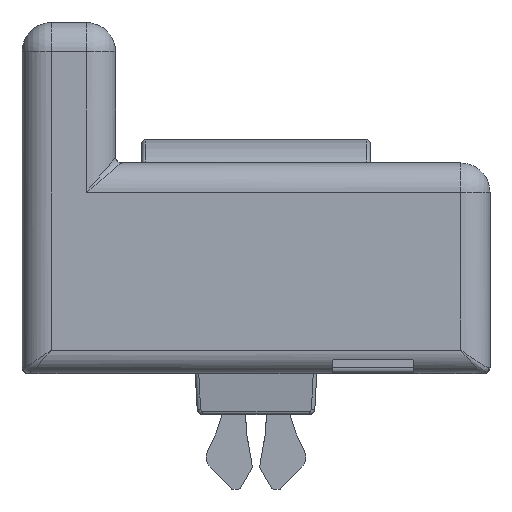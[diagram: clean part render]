
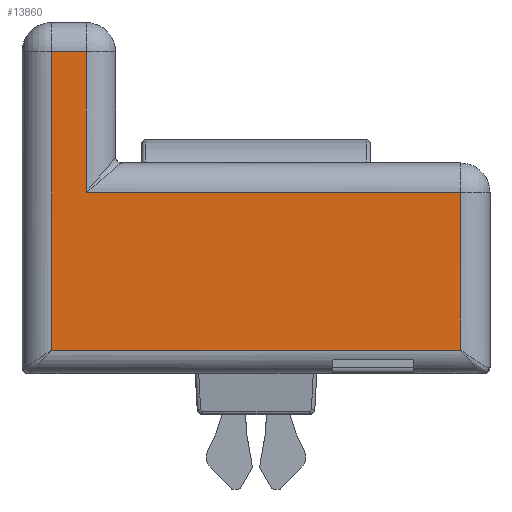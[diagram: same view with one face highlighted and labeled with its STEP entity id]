
A CAD part, left-side view. The second image highlights one B-rep face of the part: STEP entity #13860.
In plain terms, the highlighted planar face has unit normal (-1, 0, 0).
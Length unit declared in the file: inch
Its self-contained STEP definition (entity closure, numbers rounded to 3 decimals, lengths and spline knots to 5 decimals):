
#918=PLANE('',#15022);
#1586=FACE_OUTER_BOUND('',#2337,.T.);
#2337=EDGE_LOOP('',(#12182,#12183,#12184,#12185,#12186,#12187));
#3543=LINE('',#23084,#4883);
#3572=LINE('',#23566,#4912);
#3573=LINE('',#23568,#4913);
#3574=LINE('',#23570,#4914);
#3575=LINE('',#23572,#4915);
#3576=LINE('',#23573,#4916);
#4883=VECTOR('',#18183,1.37795);
#4912=VECTOR('',#18290,0.5315);
#4913=VECTOR('',#18291,1.25984);
#4914=VECTOR('',#18292,0.47244);
#4915=VECTOR('',#18293,0.11811);
#4916=VECTOR('',#18294,1.00394);
#6741=VERTEX_POINT('',#23064);
#6742=VERTEX_POINT('',#23083);
#6795=VERTEX_POINT('',#23565);
#6796=VERTEX_POINT('',#23567);
#6797=VERTEX_POINT('',#23569);
#6798=VERTEX_POINT('',#23571);
#8566=EDGE_CURVE('',#6742,#6741,#3543,.T.);
#8641=EDGE_CURVE('',#6741,#6795,#3572,.T.);
#8642=EDGE_CURVE('',#6795,#6796,#3573,.T.);
#8643=EDGE_CURVE('',#6796,#6797,#3574,.T.);
#8644=EDGE_CURVE('',#6797,#6798,#3575,.T.);
#8645=EDGE_CURVE('',#6798,#6742,#3576,.T.);
#12182=ORIENTED_EDGE('',*,*,#8566,.T.);
#12183=ORIENTED_EDGE('',*,*,#8641,.T.);
#12184=ORIENTED_EDGE('',*,*,#8642,.T.);
#12185=ORIENTED_EDGE('',*,*,#8643,.T.);
#12186=ORIENTED_EDGE('',*,*,#8644,.T.);
#12187=ORIENTED_EDGE('',*,*,#8645,.T.);
#13860=ADVANCED_FACE('',(#1586),#918,.F.);
#15022=AXIS2_PLACEMENT_3D('',#23564,#18288,#18289);
#18183=DIRECTION('',(0.,-1.,0.));
#18288=DIRECTION('center_axis',(1.,0.,0.));
#18289=DIRECTION('ref_axis',(0.,-1.,0.));
#18290=DIRECTION('',(0.,0.,1.));
#18291=DIRECTION('',(0.,1.,0.));
#18292=DIRECTION('',(0.,0.,1.));
#18293=DIRECTION('',(0.,1.,0.));
#18294=DIRECTION('',(0.,0.,-1.));
#23064=CARTESIAN_POINT('',(-1.5748,-0.68898,0.));
#23083=CARTESIAN_POINT('',(-1.5748,0.68898,0.));
#23084=CARTESIAN_POINT('',(-1.5748,0.7874,0.));
#23564=CARTESIAN_POINT('Origin',(-1.5748,-0.7874,0.62992));
#23565=CARTESIAN_POINT('',(-1.5748,-0.68898,0.5315));
#23566=CARTESIAN_POINT('',(-1.5748,-0.68898,0.62992));
#23567=CARTESIAN_POINT('',(-1.5748,0.57087,0.5315));
#23568=CARTESIAN_POINT('',(-1.5748,0.47244,0.5315));
#23569=CARTESIAN_POINT('',(-1.5748,0.57087,1.00394));
#23570=CARTESIAN_POINT('',(-1.5748,0.57087,0.62992));
#23571=CARTESIAN_POINT('',(-1.5748,0.68898,1.00394));
#23572=CARTESIAN_POINT('',(-1.5748,-0.7874,1.00394));
#23573=CARTESIAN_POINT('',(-1.5748,0.68898,0.62992));
